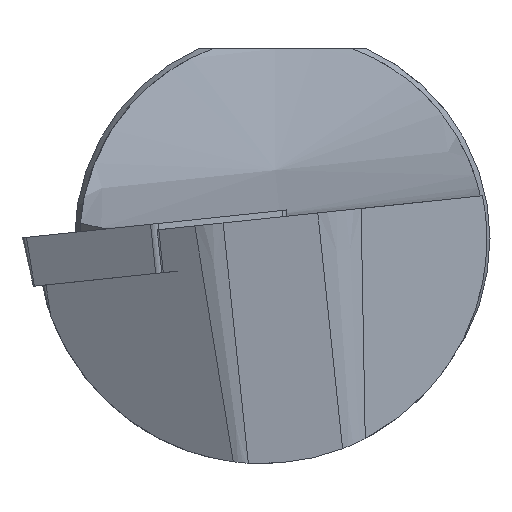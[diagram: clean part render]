
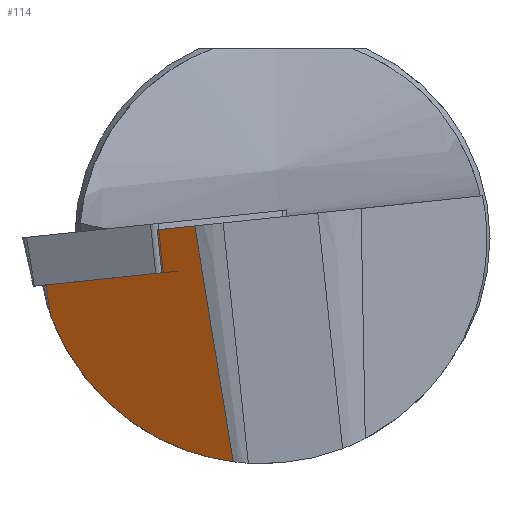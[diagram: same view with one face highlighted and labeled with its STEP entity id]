
A CAD part, left-side view. The second image highlights one B-rep face of the part: STEP entity #114.
In plain terms, the highlighted planar face has unit normal (-0.88, 0.443, -0.169).
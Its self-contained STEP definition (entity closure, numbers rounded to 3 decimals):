
#114=ADVANCED_FACE('',(#171),#152,.T.);
#152=PLANE('',#715);
#171=FACE_OUTER_BOUND('',#208,.T.);
#208=EDGE_LOOP('',(#260,#261,#262,#263,#264,#265));
#247=ELLIPSE('',#714,12.296,10.825);
#260=ORIENTED_EDGE('',*,*,#521,.F.);
#261=ORIENTED_EDGE('',*,*,#522,.F.);
#262=ORIENTED_EDGE('',*,*,#523,.F.);
#263=ORIENTED_EDGE('',*,*,#524,.T.);
#264=ORIENTED_EDGE('',*,*,#525,.T.);
#265=ORIENTED_EDGE('',*,*,#526,.T.);
#456=VERTEX_POINT('',#971);
#457=VERTEX_POINT('',#972);
#458=VERTEX_POINT('',#974);
#459=VERTEX_POINT('',#976);
#460=VERTEX_POINT('',#978);
#461=VERTEX_POINT('',#980);
#521=EDGE_CURVE('',#456,#457,#618,.T.);
#522=EDGE_CURVE('',#458,#456,#619,.T.);
#523=EDGE_CURVE('',#459,#458,#620,.T.);
#524=EDGE_CURVE('',#459,#460,#247,.T.);
#525=EDGE_CURVE('',#460,#461,#621,.T.);
#526=EDGE_CURVE('',#461,#457,#622,.T.);
#618=LINE('',#970,#666);
#619=LINE('',#973,#667);
#620=LINE('',#975,#668);
#621=LINE('',#979,#669);
#622=LINE('',#981,#670);
#666=VECTOR('',#787,1.);
#667=VECTOR('',#788,1.);
#668=VECTOR('',#789,1.);
#669=VECTOR('',#792,1.);
#670=VECTOR('',#793,1.);
#714=AXIS2_PLACEMENT_3D('',#977,#790,#791);
#715=AXIS2_PLACEMENT_3D('',#982,#794,#795);
#787=DIRECTION('',(-0.137,0.104,0.985));
#788=DIRECTION('',(-0.462,-0.882,0.093));
#789=DIRECTION('',(-0.108,0.16,0.981));
#790=DIRECTION('',(-0.88,0.443,-0.169));
#791=DIRECTION('',(0.474,0.823,-0.314));
#792=DIRECTION('',(-0.108,0.16,0.981));
#793=DIRECTION('',(0.462,0.882,-0.093));
#794=DIRECTION('',(-0.88,0.443,-0.169));
#795=DIRECTION('',(0.45,0.893,0.));
#970=CARTESIAN_POINT('',(1.298,6.189,2.016));
#971=CARTESIAN_POINT('',(1.806,5.805,-1.637));
#972=CARTESIAN_POINT('',(1.518,6.023,0.432));
#973=CARTESIAN_POINT('',(-7.782,-12.513,0.288));
#974=CARTESIAN_POINT('',(4.727,11.385,-2.223));
#975=CARTESIAN_POINT('',(4.468,11.768,0.13));
#976=CARTESIAN_POINT('',(4.892,11.142,-3.717));
#977=CARTESIAN_POINT('',(-0.939,0.975,0.));
#978=CARTESIAN_POINT('',(1.823,2.365,-10.735));
#979=CARTESIAN_POINT('',(0.539,4.262,0.918));
#980=CARTESIAN_POINT('',(0.572,4.214,0.622));
#981=CARTESIAN_POINT('',(-3.052,-2.71,1.35));
#982=CARTESIAN_POINT('',(-8.041,-12.13,2.641));
